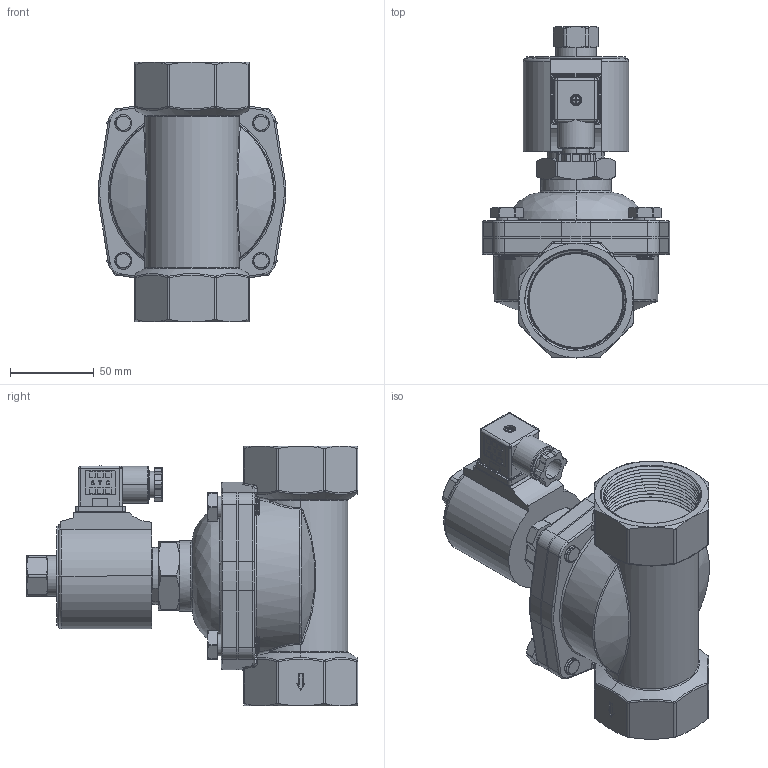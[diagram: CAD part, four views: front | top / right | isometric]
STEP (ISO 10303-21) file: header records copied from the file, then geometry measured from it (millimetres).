
FILE_DESCRIPTION (( 'STEP AP214' ), '1' );
FILE_NAME ('2WO500-2.STEP', '2018-11-08T20:00:01', ( '' ), ( '' ), 'SwSTEP 2.0', 'SolidWorks 2016', '' );
FILE_SCHEMA (( 'AUTOMOTIVE_DESIGN' ));
Length unit declared in the file: millimetre
Products named in the file (1): 2WO500-2
Bounding box: 111.64 x 197.6 x 154.8 mm (x, y, z)
Volume: 965151.1 mm3; surface area: 192720.1 mm2
Topology: 24 solids, 24 shells, 1723 faces, 4691 edges, 3057 vertices
Faces by surface type: cylinder 682, plane 663, cone 153, bspline 142, torus 49, sphere 34
Entity records: 131292 total; most frequent: CARTESIAN_POINT 72031, ORIENTED_EDGE 9358, DIRECTION 6985, EDGE_CURVE 4679, VERTEX_POINT 3057, AXIS2_PLACEMENT_3D 2350, VECTOR 2285, LINE 2285
